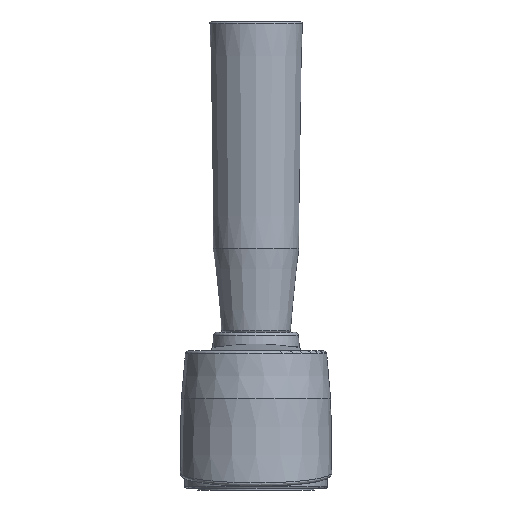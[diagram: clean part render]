
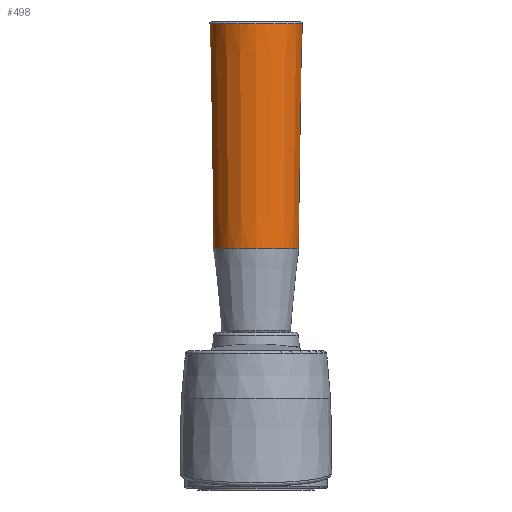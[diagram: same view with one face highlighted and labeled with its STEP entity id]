
A CAD part, left-side view. The second image highlights one B-rep face of the part: STEP entity #498.
In plain terms, the highlighted conical face has half-angle 0.871 degrees and reference radius 12.5 mm.
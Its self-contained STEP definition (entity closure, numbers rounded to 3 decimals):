
#498 = ADVANCED_FACE( '', ( #1193, #1194 ), #1195, .T. );
#1193 = FACE_OUTER_BOUND( '', #3367, .T. );
#1194 = FACE_BOUND( '', #3368, .T. );
#1195 = CONICAL_SURFACE( '', #3369, 12.5, 0.015 );
#3367 = EDGE_LOOP( '', ( #6705 ) );
#3368 = EDGE_LOOP( '', ( #6706 ) );
#3369 = AXIS2_PLACEMENT_3D( '', #6707, #6708, #6709 );
#6705 = ORIENTED_EDGE( '', *, *, #8583, .T. );
#6706 = ORIENTED_EDGE( '', *, *, #8584, .T. );
#6707 = CARTESIAN_POINT( '', ( 160., 0., 69.86 ) );
#6708 = DIRECTION( '', ( 0., 0., 1. ) );
#6709 = DIRECTION( '', ( 1., 0., 0. ) );
#8583 = EDGE_CURVE( '', #9765, #9765, #9766, .T. );
#8584 = EDGE_CURVE( '', #9767, #9767, #9768, .T. );
#9765 = VERTEX_POINT( '', #12788 );
#9766 = CIRCLE( '', #12789, 13.492 );
#9767 = VERTEX_POINT( '', #12790 );
#9768 = CIRCLE( '', #12791, 12.5 );
#12788 = CARTESIAN_POINT( '', ( 146.508, 0., 135.152 ) );
#12789 = AXIS2_PLACEMENT_3D( '', #15249, #15250, #15251 );
#12790 = CARTESIAN_POINT( '', ( 172.5, 0., 69.86 ) );
#12791 = AXIS2_PLACEMENT_3D( '', #15252, #15253, #15254 );
#15249 = CARTESIAN_POINT( '', ( 160., 0., 135.152 ) );
#15250 = DIRECTION( '', ( 0., 0., -1. ) );
#15251 = DIRECTION( '', ( -1., 0., 0. ) );
#15252 = CARTESIAN_POINT( '', ( 160., 0., 69.86 ) );
#15253 = DIRECTION( '', ( 0., 0., 1. ) );
#15254 = DIRECTION( '', ( 1., 0., 0. ) );
